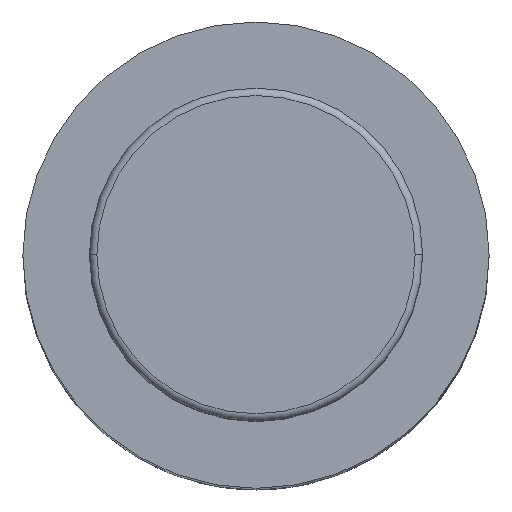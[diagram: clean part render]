
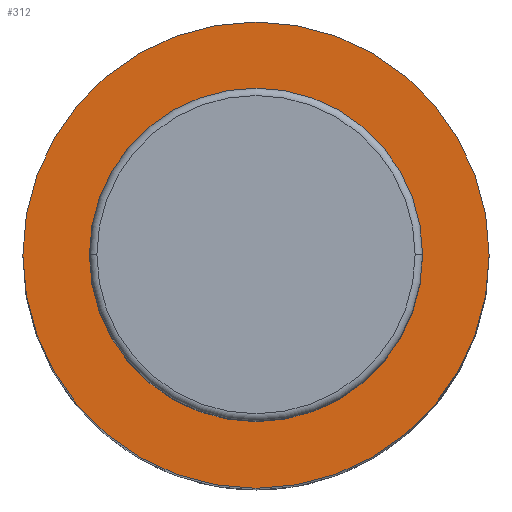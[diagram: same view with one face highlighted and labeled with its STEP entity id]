
A CAD part, top view. The second image highlights one B-rep face of the part: STEP entity #312.
In plain terms, the highlighted planar face has unit normal (0, 0, 1).
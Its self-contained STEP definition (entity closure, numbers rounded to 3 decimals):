
#97 = VERTEX_POINT ( 'NONE', #108 ) ;
#105 = EDGE_CURVE ( 'NONE', #1875, #481, #2309, .T. ) ;
#108 = CARTESIAN_POINT ( 'NONE',  ( 22.5, 0., 129. ) ) ;
#156 = DIRECTION ( 'NONE',  ( -1., 0., 0. ) ) ;
#197 = ORIENTED_EDGE ( 'NONE', *, *, #854, .F. ) ;
#282 = CIRCLE ( 'NONE', #2073, 31.5 ) ;
#312 = ADVANCED_FACE ( 'NONE', ( #1398, #1469 ), #1475, .T. ) ;
#382 = DIRECTION ( 'NONE',  ( -1., 0., 0. ) ) ;
#401 = CIRCLE ( 'NONE', #796, 22.5 ) ;
#428 = CARTESIAN_POINT ( 'NONE',  ( 31.5, 0., 129. ) ) ;
#475 = CARTESIAN_POINT ( 'NONE',  ( 0., 0., 129. ) ) ;
#481 = VERTEX_POINT ( 'NONE', #428 ) ;
#796 = AXIS2_PLACEMENT_3D ( 'NONE', #2575, #1396, #156 ) ;
#812 = DIRECTION ( 'NONE',  ( 0., 0., -1. ) ) ;
#854 = EDGE_CURVE ( 'NONE', #481, #1875, #282, .T. ) ;
#913 = DIRECTION ( 'NONE',  ( -1., 0., 0. ) ) ;
#936 = DIRECTION ( 'NONE',  ( 0., 0., -1. ) ) ;
#964 = ORIENTED_EDGE ( 'NONE', *, *, #105, .F. ) ;
#1242 = CARTESIAN_POINT ( 'NONE',  ( -22.5, 0., 129. ) ) ;
#1396 = DIRECTION ( 'NONE',  ( 0., 0., -1. ) ) ;
#1398 = FACE_BOUND ( 'NONE', #2353, .T. ) ;
#1444 = VERTEX_POINT ( 'NONE', #1950 ) ;
#1449 = DIRECTION ( 'NONE',  ( 0., 0., -1. ) ) ;
#1469 = FACE_OUTER_BOUND ( 'NONE', #1587, .T. ) ;
#1475 = PLANE ( 'NONE',  #2229 ) ;
#1530 = AXIS2_PLACEMENT_3D ( 'NONE', #2454, #1449, #382 ) ;
#1587 = EDGE_LOOP ( 'NONE', ( #964, #197 ) ) ;
#1669 = DIRECTION ( 'NONE',  ( 0., 0., 1. ) ) ;
#1875 = VERTEX_POINT ( 'NONE', #2368 ) ;
#1890 = AXIS2_PLACEMENT_3D ( 'NONE', #2033, #812, #2220 ) ;
#1950 = CARTESIAN_POINT ( 'NONE',  ( -22.5, 0., 129. ) ) ;
#2001 = ORIENTED_EDGE ( 'NONE', *, *, #2576, .T. ) ;
#2033 = CARTESIAN_POINT ( 'NONE',  ( 0., 0., 129. ) ) ;
#2073 = AXIS2_PLACEMENT_3D ( 'NONE', #475, #936, #913 ) ;
#2184 = CIRCLE ( 'NONE', #1890, 22.5 ) ;
#2220 = DIRECTION ( 'NONE',  ( -1., 0., 0. ) ) ;
#2229 = AXIS2_PLACEMENT_3D ( 'NONE', #1242, #1669, #2609 ) ;
#2309 = CIRCLE ( 'NONE', #1530, 31.5 ) ;
#2353 = EDGE_LOOP ( 'NONE', ( #2387, #2001 ) ) ;
#2368 = CARTESIAN_POINT ( 'NONE',  ( -31.5, 0., 129. ) ) ;
#2387 = ORIENTED_EDGE ( 'NONE', *, *, #2485, .T. ) ;
#2454 = CARTESIAN_POINT ( 'NONE',  ( 0., 0., 129. ) ) ;
#2485 = EDGE_CURVE ( 'NONE', #1444, #97, #401, .T. ) ;
#2575 = CARTESIAN_POINT ( 'NONE',  ( 0., 0., 129. ) ) ;
#2576 = EDGE_CURVE ( 'NONE', #97, #1444, #2184, .T. ) ;
#2609 = DIRECTION ( 'NONE',  ( 1., 0., 0. ) ) ;
